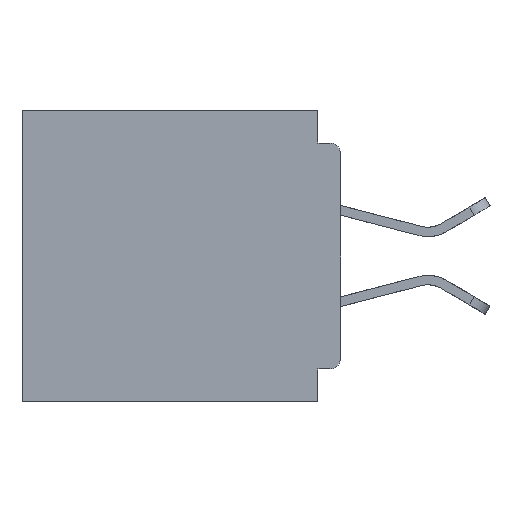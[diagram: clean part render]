
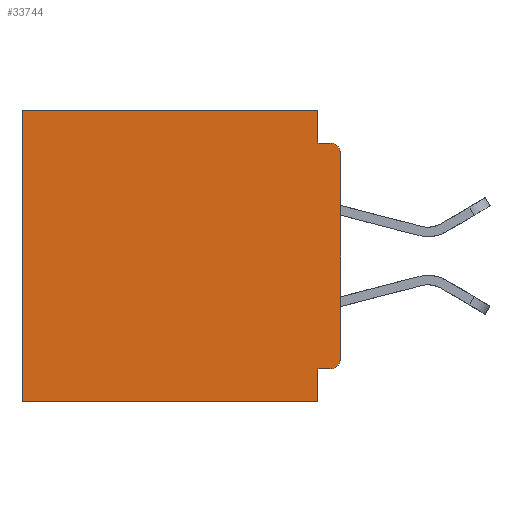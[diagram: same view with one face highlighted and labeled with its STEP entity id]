
A CAD part, left-side view. The second image highlights one B-rep face of the part: STEP entity #33744.
In plain terms, the highlighted planar face has unit normal (-1, 0, 0).
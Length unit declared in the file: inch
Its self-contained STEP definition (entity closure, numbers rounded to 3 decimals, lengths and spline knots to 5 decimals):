
#388 = CARTESIAN_POINT ( 'NONE',  ( 0.3, 0.015, -0.355 ) ) ;
#818 = DIRECTION ( 'NONE',  ( 0., 0., -1. ) ) ;
#850 = DIRECTION ( 'NONE',  ( -1., 0., 0. ) ) ;
#900 = VECTOR ( 'NONE', #22415, 39.37008 ) ;
#1359 = CARTESIAN_POINT ( 'NONE',  ( 0.3, 0.031, 0. ) ) ;
#1556 = PLANE ( 'NONE',  #22423 ) ;
#1747 = EDGE_CURVE ( 'NONE', #17275, #24945, #16364, .T. ) ;
#1772 = VECTOR ( 'NONE', #8273, 39.37008 ) ;
#1781 = AXIS2_PLACEMENT_3D ( 'NONE', #18274, #850, #21198 ) ;
#2677 = CARTESIAN_POINT ( 'NONE',  ( 0.3, 0., -0.06 ) ) ;
#3896 = ORIENTED_EDGE ( 'NONE', *, *, #13467, .T. ) ;
#4014 = ORIENTED_EDGE ( 'NONE', *, *, #1747, .F. ) ;
#4278 = VECTOR ( 'NONE', #23472, 39.37008 ) ;
#4303 = DIRECTION ( 'NONE',  ( 0., 1., 0. ) ) ;
#5178 = LINE ( 'NONE', #31849, #4278 ) ;
#5381 = CARTESIAN_POINT ( 'NONE',  ( 0.3, 0.031, -0.355 ) ) ;
#5705 = CARTESIAN_POINT ( 'NONE',  ( 0.3, 0., -0.4 ) ) ;
#5732 = VERTEX_POINT ( 'NONE', #13832 ) ;
#6181 = ORIENTED_EDGE ( 'NONE', *, *, #6385, .F. ) ;
#6385 = EDGE_CURVE ( 'NONE', #33059, #5732, #15875, .T. ) ;
#7100 = VERTEX_POINT ( 'NONE', #22505 ) ;
#7452 = EDGE_CURVE ( 'NONE', #22416, #29593, #15839, .T. ) ;
#7587 = CARTESIAN_POINT ( 'NONE',  ( 0.3, 0.031, -0.4 ) ) ;
#8055 = ORIENTED_EDGE ( 'NONE', *, *, #15128, .T. ) ;
#8273 = DIRECTION ( 'NONE',  ( 0., 0., -1. ) ) ;
#11057 = VERTEX_POINT ( 'NONE', #5381 ) ;
#11183 = CIRCLE ( 'NONE', #1781, 0.015 ) ;
#11206 = CARTESIAN_POINT ( 'NONE',  ( 0.3, 0.437, 0. ) ) ;
#11495 = EDGE_CURVE ( 'NONE', #7100, #22416, #16878, .T. ) ;
#11717 = EDGE_CURVE ( 'NONE', #11057, #33059, #30659, .T. ) ;
#12276 = EDGE_CURVE ( 'NONE', #28411, #11057, #27145, .T. ) ;
#13467 = EDGE_CURVE ( 'NONE', #17275, #29593, #23908, .T. ) ;
#13832 = CARTESIAN_POINT ( 'NONE',  ( 0.3, 0.437, -0.4 ) ) ;
#13887 = EDGE_LOOP ( 'NONE', ( #4014, #3896, #20618, #25959, #16441, #32193, #6181, #30838, #17674, #8055 ) ) ;
#14283 = LINE ( 'NONE', #15894, #28668 ) ;
#15042 = CARTESIAN_POINT ( 'NONE',  ( 0.3, 0., -0.355 ) ) ;
#15128 = EDGE_CURVE ( 'NONE', #28411, #24945, #11183, .T. ) ;
#15260 = EDGE_CURVE ( 'NONE', #18470, #5732, #14283, .T. ) ;
#15839 = LINE ( 'NONE', #31699, #36571 ) ;
#15875 = LINE ( 'NONE', #29692, #36250 ) ;
#15894 = CARTESIAN_POINT ( 'NONE',  ( 0.3, 0.437, -0.4 ) ) ;
#16273 = CARTESIAN_POINT ( 'NONE',  ( 0.3, 0.031, -0.045 ) ) ;
#16364 = LINE ( 'NONE', #5705, #1772 ) ;
#16441 = ORIENTED_EDGE ( 'NONE', *, *, #35890, .T. ) ;
#16878 = LINE ( 'NONE', #1359, #31102 ) ;
#17275 = VERTEX_POINT ( 'NONE', #2677 ) ;
#17674 = ORIENTED_EDGE ( 'NONE', *, *, #12276, .F. ) ;
#17814 = DIRECTION ( 'NONE',  ( 0., 1., 0. ) ) ;
#18239 = DIRECTION ( 'NONE',  ( -1., 0., 0. ) ) ;
#18274 = CARTESIAN_POINT ( 'NONE',  ( 0.3, 0.015, -0.34 ) ) ;
#18470 = VERTEX_POINT ( 'NONE', #11206 ) ;
#18751 = DIRECTION ( 'NONE',  ( 0., 0., -1. ) ) ;
#19069 = DIRECTION ( 'NONE',  ( 0., 0., -1. ) ) ;
#19488 = CARTESIAN_POINT ( 'NONE',  ( 0.3, 0.031, -0.4 ) ) ;
#20618 = ORIENTED_EDGE ( 'NONE', *, *, #7452, .F. ) ;
#21198 = DIRECTION ( 'NONE',  ( 0., 0., -1. ) ) ;
#21693 = DIRECTION ( 'NONE',  ( 0., 0., -1. ) ) ;
#21885 = CARTESIAN_POINT ( 'NONE',  ( 0.3, 0., -0.4 ) ) ;
#22415 = DIRECTION ( 'NONE',  ( 0., 0., -1. ) ) ;
#22416 = VERTEX_POINT ( 'NONE', #16273 ) ;
#22423 = AXIS2_PLACEMENT_3D ( 'NONE', #21885, #35969, #19069 ) ;
#22505 = CARTESIAN_POINT ( 'NONE',  ( 0.3, 0.031, 0. ) ) ;
#22621 = FACE_OUTER_BOUND ( 'NONE', #13887, .T. ) ;
#23472 = DIRECTION ( 'NONE',  ( 0., 1., 0. ) ) ;
#23908 = CIRCLE ( 'NONE', #33049, 0.015 ) ;
#24945 = VERTEX_POINT ( 'NONE', #28580 ) ;
#25959 = ORIENTED_EDGE ( 'NONE', *, *, #11495, .F. ) ;
#27145 = LINE ( 'NONE', #15042, #33654 ) ;
#28411 = VERTEX_POINT ( 'NONE', #388 ) ;
#28580 = CARTESIAN_POINT ( 'NONE',  ( 0.3, 0., -0.34 ) ) ;
#28668 = VECTOR ( 'NONE', #18751, 39.37008 ) ;
#29593 = VERTEX_POINT ( 'NONE', #35405 ) ;
#29692 = CARTESIAN_POINT ( 'NONE',  ( 0.3, 0., -0.4 ) ) ;
#30659 = LINE ( 'NONE', #19488, #900 ) ;
#30838 = ORIENTED_EDGE ( 'NONE', *, *, #11717, .F. ) ;
#31102 = VECTOR ( 'NONE', #21693, 39.37008 ) ;
#31699 = CARTESIAN_POINT ( 'NONE',  ( 0.3, 0., -0.045 ) ) ;
#31849 = CARTESIAN_POINT ( 'NONE',  ( 0.3, 0., 0. ) ) ;
#32193 = ORIENTED_EDGE ( 'NONE', *, *, #15260, .T. ) ;
#32670 = DIRECTION ( 'NONE',  ( 0., -1., 0. ) ) ;
#33049 = AXIS2_PLACEMENT_3D ( 'NONE', #35169, #18239, #818 ) ;
#33059 = VERTEX_POINT ( 'NONE', #7587 ) ;
#33654 = VECTOR ( 'NONE', #17814, 39.37008 ) ;
#33744 = ADVANCED_FACE ( 'NONE', ( #22621 ), #1556, .F. ) ;
#35169 = CARTESIAN_POINT ( 'NONE',  ( 0.3, 0.015, -0.06 ) ) ;
#35405 = CARTESIAN_POINT ( 'NONE',  ( 0.3, 0.015, -0.045 ) ) ;
#35890 = EDGE_CURVE ( 'NONE', #7100, #18470, #5178, .T. ) ;
#35969 = DIRECTION ( 'NONE',  ( 1., 0., 0. ) ) ;
#36250 = VECTOR ( 'NONE', #4303, 39.37008 ) ;
#36571 = VECTOR ( 'NONE', #32670, 39.37008 ) ;
